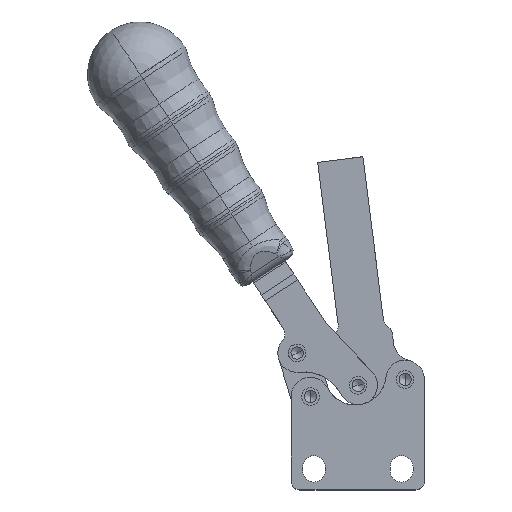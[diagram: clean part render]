
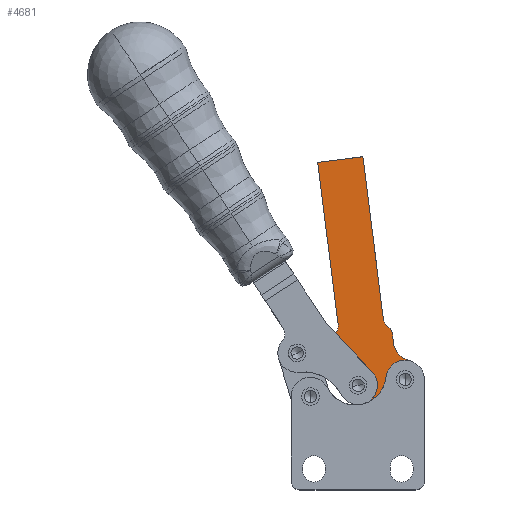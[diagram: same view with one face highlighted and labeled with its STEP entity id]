
A CAD part, top view. The second image highlights one B-rep face of the part: STEP entity #4681.
In plain terms, the highlighted planar face has unit normal (0, 0, -1).
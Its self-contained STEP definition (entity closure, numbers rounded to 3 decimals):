
#1540=CARTESIAN_POINT('',(5.527,40.681,-40.473));
#1541=VERTEX_POINT('',#1540);
#1548=CARTESIAN_POINT('',(5.507,40.657,-40.473));
#1549=VERTEX_POINT('',#1548);
#1550=CARTESIAN_POINT('',(7.791,38.713,-40.473));
#1551=DIRECTION('',(0.,0.,1.0));
#1552=DIRECTION('',(-0.957,0.291,0.));
#1553=AXIS2_PLACEMENT_3D('',#1550,#1551,#1552);
#1554=CIRCLE('',#1553,3.);
#1555=EDGE_CURVE('',#1541,#1549,#1554,.T.);
#1690=CARTESIAN_POINT('',(21.268,41.649,-40.473));
#1691=VERTEX_POINT('',#1690);
#1700=CARTESIAN_POINT('',(20.408,42.56,-40.473));
#1701=VERTEX_POINT('',#1700);
#1702=CARTESIAN_POINT('',(18.704,40.091,-40.473));
#1703=DIRECTION('',(0.,0.,1.));
#1704=DIRECTION('',(0.855,0.519,0.));
#1705=AXIS2_PLACEMENT_3D('',#1702,#1703,#1704);
#1706=CIRCLE('',#1705,3.);
#1707=EDGE_CURVE('',#1691,#1701,#1706,.T.);
#2568=CARTESIAN_POINT('',(19.869,28.043,-40.473));
#2569=VERTEX_POINT('',#2568);
#2576=CARTESIAN_POINT('',(26.59,32.822,-40.473));
#2577=VERTEX_POINT('',#2576);
#2578=CARTESIAN_POINT('',(25.338,27.466,-40.473));
#2579=DIRECTION('',(0.0,0.0,-1.0));
#2580=DIRECTION('',(-1.0,0.0,0.0));
#2581=AXIS2_PLACEMENT_3D('',#2578,#2579,#2580);
#2582=CIRCLE('',#2581,5.5);
#2583=EDGE_CURVE('',#2569,#2577,#2582,.T.);
#3048=CARTESIAN_POINT('',(13.318,20.449,-40.473));
#3049=VERTEX_POINT('',#3048);
#3066=CARTESIAN_POINT('',(11.121,28.966,-40.473));
#3067=DIRECTION('',(0.,0.,1.0));
#3068=DIRECTION('',(-0.894,-0.448,0.));
#3069=AXIS2_PLACEMENT_3D('',#3066,#3067,#3068);
#3070=CIRCLE('',#3069,8.796);
#3071=EDGE_CURVE('',#3049,#2569,#3070,.T.);
#3560=CARTESIAN_POINT('',(22.003,37.913,-40.473));
#3561=VERTEX_POINT('',#3560);
#3562=CARTESIAN_POINT('',(27.956,38.664,-40.473));
#3563=DIRECTION('',(0.,0.,-1.));
#3564=DIRECTION('',(0.992,0.125,0.));
#3565=AXIS2_PLACEMENT_3D('',#3562,#3563,#3564);
#3566=CIRCLE('',#3565,6.);
#3567=EDGE_CURVE('',#2577,#3561,#3566,.T.);
#3640=CARTESIAN_POINT('',(21.681,40.467,-40.473));
#3641=VERTEX_POINT('',#3640);
#3655=CARTESIAN_POINT('',(22.003,37.913,-40.473));
#3656=DIRECTION('',(-0.125,0.992,0.));
#3657=VECTOR('',#3656,2.574);
#3658=LINE('',#3655,#3657);
#3659=EDGE_CURVE('',#3561,#3641,#3658,.T.);
#3669=CARTESIAN_POINT('',(0.392,89.328,-40.473));
#3670=VERTEX_POINT('',#3669);
#3687=CARTESIAN_POINT('',(13.289,90.957,-40.473));
#3688=VERTEX_POINT('',#3687);
#3695=CARTESIAN_POINT('',(13.289,90.957,-40.473));
#3696=DIRECTION('',(-0.992,-0.125,0.0));
#3697=VECTOR('',#3696,13.);
#3698=LINE('',#3695,#3697);
#3699=EDGE_CURVE('',#3688,#3670,#3698,.T.);
#3709=CARTESIAN_POINT('',(19.136,44.653,-40.473));
#3710=VERTEX_POINT('',#3709);
#3719=CARTESIAN_POINT('',(13.289,90.957,-40.473));
#3720=DIRECTION('',(0.125,-0.992,0.));
#3721=VECTOR('',#3720,46.672);
#3722=LINE('',#3719,#3721);
#3723=EDGE_CURVE('',#3688,#3710,#3722,.T.);
#3742=CARTESIAN_POINT('',(6.239,43.024,-40.473));
#3743=VERTEX_POINT('',#3742);
#3757=CARTESIAN_POINT('',(6.239,43.024,-40.473));
#3758=DIRECTION('',(-0.125,0.992,0.));
#3759=VECTOR('',#3758,46.672);
#3760=LINE('',#3757,#3759);
#3761=EDGE_CURVE('',#3743,#3670,#3760,.T.);
#3772=CARTESIAN_POINT('',(22.113,45.029,-40.473));
#3773=DIRECTION('',(0.,0.,-1.));
#3774=DIRECTION('',(-0.213,-0.977,0.));
#3775=AXIS2_PLACEMENT_3D('',#3772,#3773,#3774);
#3776=CIRCLE('',#3775,3.);
#3777=EDGE_CURVE('',#3710,#1701,#3776,.F.);
#3804=CARTESIAN_POINT('',(18.704,40.091,-40.473));
#3805=DIRECTION('',(0.,0.,1.));
#3806=DIRECTION('',(0.855,0.519,0.));
#3807=AXIS2_PLACEMENT_3D('',#3804,#3805,#3806);
#3808=CIRCLE('',#3807,3.);
#3809=EDGE_CURVE('',#3641,#1691,#3808,.T.);
#3828=CARTESIAN_POINT('',(3.262,42.649,-40.473));
#3829=DIRECTION('',(0.,0.,-1.));
#3830=DIRECTION('',(0.449,-0.894,0.));
#3831=AXIS2_PLACEMENT_3D('',#3828,#3829,#3830);
#3832=CIRCLE('',#3831,3.);
#3833=EDGE_CURVE('',#3743,#1541,#3832,.T.);
#4647=CARTESIAN_POINT('',(17.779,71.365,-40.473));
#4648=DIRECTION('',(0.0,0.0,-1.0));
#4649=DIRECTION('',(-0.992,-0.125,0.0));
#4650=AXIS2_PLACEMENT_3D('',#4647,#4648,#4649);
#4651=PLANE('',#4650);
#4652=CARTESIAN_POINT('',(15.953,29.541,-40.473));
#4653=VERTEX_POINT('',#4652);
#4654=CARTESIAN_POINT('',(11.945,25.775,-40.473));
#4655=DIRECTION('',(0.,0.,1.0));
#4656=DIRECTION('',(0.729,0.685,0.));
#4657=AXIS2_PLACEMENT_3D('',#4654,#4655,#4656);
#4658=CIRCLE('',#4657,5.5);
#4659=EDGE_CURVE('',#3049,#4653,#4658,.T.);
#4660=ORIENTED_EDGE('',*,*,#4659,.T.);
#4661=CARTESIAN_POINT('',(15.953,29.541,-40.473));
#4662=DIRECTION('',(-0.685,0.729,0.));
#4663=VECTOR('',#4662,15.254);
#4664=LINE('',#4661,#4663);
#4665=EDGE_CURVE('',#4653,#1549,#4664,.T.);
#4666=ORIENTED_EDGE('',*,*,#4665,.T.);
#4667=ORIENTED_EDGE('',*,*,#1555,.F.);
#4668=ORIENTED_EDGE('',*,*,#3833,.F.);
#4669=ORIENTED_EDGE('',*,*,#3761,.T.);
#4670=ORIENTED_EDGE('',*,*,#3699,.F.);
#4671=ORIENTED_EDGE('',*,*,#3723,.T.);
#4672=ORIENTED_EDGE('',*,*,#3777,.T.);
#4673=ORIENTED_EDGE('',*,*,#1707,.F.);
#4674=ORIENTED_EDGE('',*,*,#3809,.F.);
#4675=ORIENTED_EDGE('',*,*,#3659,.F.);
#4676=ORIENTED_EDGE('',*,*,#3567,.F.);
#4677=ORIENTED_EDGE('',*,*,#2583,.F.);
#4678=ORIENTED_EDGE('',*,*,#3071,.F.);
#4679=EDGE_LOOP('',(#4660,#4666,#4667,#4668,#4669,#4670,#4671,#4672,#4673,#4674,#4675,#4676,#4677,#4678));
#4680=FACE_OUTER_BOUND('',#4679,.T.);
#4681=ADVANCED_FACE('',(#4680),#4651,.T.);
